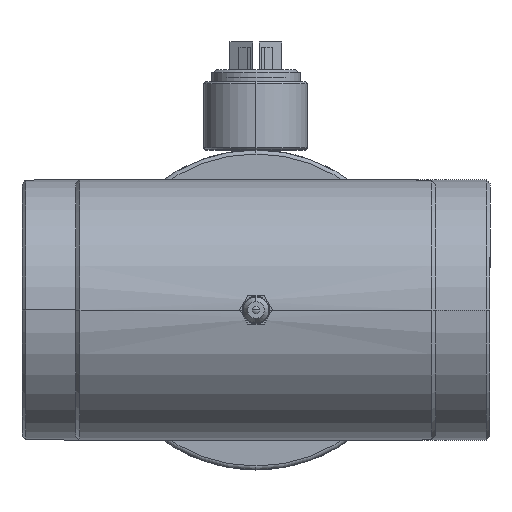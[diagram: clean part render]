
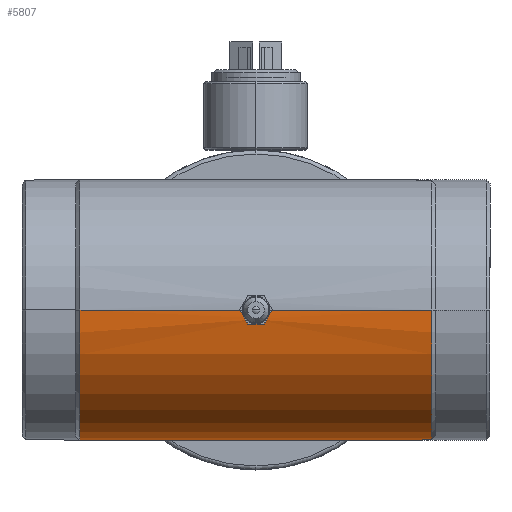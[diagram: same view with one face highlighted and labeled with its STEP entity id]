
A CAD part, left-side view. The second image highlights one B-rep face of the part: STEP entity #5807.
In plain terms, the highlighted cylindrical face has radius 32.5 mm (diameter 65 mm), a partial arc.
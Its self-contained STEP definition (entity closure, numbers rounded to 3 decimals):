
#84 = VERTEX_POINT ( 'NONE', #8766 ) ;
#220 = EDGE_CURVE ( 'NONE', #84, #8311, #4780, .T. ) ;
#273 = CARTESIAN_POINT ( 'NONE',  ( -65., -2.365, -0.156 ) ) ;
#322 = CARTESIAN_POINT ( 'NONE',  ( -65., -2.365, 0. ) ) ;
#551 = VERTEX_POINT ( 'NONE', #6084 ) ;
#612 = CARTESIAN_POINT ( 'NONE',  ( -64.93, -1.047, -2.126 ) ) ;
#694 = EDGE_LOOP ( 'NONE', ( #4250, #700, #7444, #4570, #3439, #5330, #5201 ) ) ;
#700 = ORIENTED_EDGE ( 'NONE', *, *, #2480, .T. ) ;
#743 = VERTEX_POINT ( 'NONE', #9062 ) ;
#761 = CARTESIAN_POINT ( 'NONE',  ( -64.963, -1.781, -1.564 ) ) ;
#892 = CARTESIAN_POINT ( 'NONE',  ( -64.915, 0.311, -2.35 ) ) ;
#938 = CARTESIAN_POINT ( 'NONE',  ( -64.951, 1.562, -1.783 ) ) ;
#996 = CIRCLE ( 'NONE', #9348, 32.5 ) ;
#1083 = CARTESIAN_POINT ( 'NONE',  ( 0., -50., 0. ) ) ;
#1097 = DIRECTION ( 'NONE',  ( 0., -1., 0. ) ) ;
#1114 = CARTESIAN_POINT ( 'NONE',  ( -64.991, 2.244, -0.762 ) ) ;
#1169 = DIRECTION ( 'NONE',  ( 0., -1., 0. ) ) ;
#1339 = CARTESIAN_POINT ( 'NONE',  ( -64.999, 2.35, -0.311 ) ) ;
#1380 = CARTESIAN_POINT ( 'NONE',  ( -64.983, -2.125, -1.049 ) ) ;
#1385 = B_SPLINE_CURVE_WITH_KNOTS ( 'NONE', 3,
 ( #322, #273, #7863, #5674, #9277, #1380, #7282, #6429, #761, #7965, #8584, #2005, #612, #3650, #4992, #9325 ),
 .UNSPECIFIED., .F., .F.,
 ( 4, 2, 2, 2, 2, 2, 2, 4 ),
 ( 0., 0., 0.001, 0.001, 0.002, 0.002, 0.003, 0.004 ),
 .UNSPECIFIED. ) ;
#1662 = CARTESIAN_POINT ( 'NONE',  ( -64.946, 1.442, -1.88 ) ) ;
#1701 = DIRECTION ( 'NONE',  ( 0., -1., 0. ) ) ;
#1752 = DIRECTION ( 'NONE',  ( 0., -1., 0. ) ) ;
#1813 = CARTESIAN_POINT ( 'NONE',  ( -32.5, -50., 0. ) ) ;
#1846 = VERTEX_POINT ( 'NONE', #4497 ) ;
#2005 = CARTESIAN_POINT ( 'NONE',  ( -64.935, -1.185, -2.053 ) ) ;
#2015 = CARTESIAN_POINT ( 'NONE',  ( -65., -2.365, 0. ) ) ;
#2026 = VECTOR ( 'NONE', #1752, 1000. ) ;
#2400 = CARTESIAN_POINT ( 'NONE',  ( -65., 44., 0. ) ) ;
#2480 = EDGE_CURVE ( 'NONE', #7352, #84, #996, .T. ) ;
#2483 = AXIS2_PLACEMENT_3D ( 'NONE', #2509, #1701, #6179 ) ;
#2509 = CARTESIAN_POINT ( 'NONE',  ( -32.5, -44., 0. ) ) ;
#2594 = CARTESIAN_POINT ( 'NONE',  ( -64.914, 0., -2.365 ) ) ;
#2647 = DIRECTION ( 'NONE',  ( 0., -1., 0. ) ) ;
#2997 = VERTEX_POINT ( 'NONE', #2015 ) ;
#3288 = CARTESIAN_POINT ( 'NONE',  ( -64.935, 1.186, -2.052 ) ) ;
#3327 = CARTESIAN_POINT ( 'NONE',  ( -65., 2.365, -0.154 ) ) ;
#3439 = ORIENTED_EDGE ( 'NONE', *, *, #7041, .F. ) ;
#3584 = AXIS2_PLACEMENT_3D ( 'NONE', #1813, #1097, #3988 ) ;
#3650 = CARTESIAN_POINT ( 'NONE',  ( -64.919, -0.62, -2.303 ) ) ;
#3679 = CARTESIAN_POINT ( 'NONE',  ( 0., -44., 0. ) ) ;
#3683 = EDGE_CURVE ( 'NONE', #1846, #743, #6667, .T. ) ;
#3729 = LINE ( 'NONE', #8805, #2026 ) ;
#3828 = CARTESIAN_POINT ( 'NONE',  ( -64.93, 1.048, -2.126 ) ) ;
#3988 = DIRECTION ( 'NONE',  ( 1., 0., 0. ) ) ;
#4250 = ORIENTED_EDGE ( 'NONE', *, *, #6726, .F. ) ;
#4443 = CARTESIAN_POINT ( 'NONE',  ( -65., -50., 0. ) ) ;
#4494 = LINE ( 'NONE', #4443, #5051 ) ;
#4497 = CARTESIAN_POINT ( 'NONE',  ( -64.914, 0., -2.365 ) ) ;
#4570 = ORIENTED_EDGE ( 'NONE', *, *, #8472, .F. ) ;
#4721 = CARTESIAN_POINT ( 'NONE',  ( -64.979, 2.052, -1.186 ) ) ;
#4780 = LINE ( 'NONE', #1083, #6822 ) ;
#4992 = CARTESIAN_POINT ( 'NONE',  ( -64.914, -0.309, -2.365 ) ) ;
#5051 = VECTOR ( 'NONE', #8893, 1000. ) ;
#5201 = ORIENTED_EDGE ( 'NONE', *, *, #3683, .T. ) ;
#5227 = CARTESIAN_POINT ( 'NONE',  ( -64.914, 0.154, -2.365 ) ) ;
#5274 = CARTESIAN_POINT ( 'NONE',  ( -64.922, 0.762, -2.244 ) ) ;
#5330 = ORIENTED_EDGE ( 'NONE', *, *, #7422, .T. ) ;
#5449 = CARTESIAN_POINT ( 'NONE',  ( -64.968, 1.881, -1.442 ) ) ;
#5674 = CARTESIAN_POINT ( 'NONE',  ( -64.995, -2.29, -0.613 ) ) ;
#5807 = ADVANCED_FACE ( 'NONE', ( #9055 ), #8344, .T. ) ;
#6084 = CARTESIAN_POINT ( 'NONE',  ( -65., -44., 0. ) ) ;
#6179 = DIRECTION ( 'NONE',  ( 1., 0., 0. ) ) ;
#6188 = DIRECTION ( 'NONE',  ( 1., 0., 0. ) ) ;
#6429 = CARTESIAN_POINT ( 'NONE',  ( -64.968, -1.881, -1.442 ) ) ;
#6667 = B_SPLINE_CURVE_WITH_KNOTS ( 'NONE', 3,
 ( #2594, #5227, #892, #8906, #5274, #3828, #3288, #1662, #938, #6751, #5449, #4721, #7640, #1114, #9340, #1339, #3327, #8488 ),
 .UNSPECIFIED., .F., .F.,
 ( 4, 2, 2, 2, 2, 2, 2, 2, 4 ),
 ( 0.004, 0.004, 0.005, 0.005, 0.006, 0.006, 0.006, 0.007, 0.007 ),
 .UNSPECIFIED. ) ;
#6726 = EDGE_CURVE ( 'NONE', #7352, #743, #3729, .T. ) ;
#6751 = CARTESIAN_POINT ( 'NONE',  ( -64.963, 1.783, -1.562 ) ) ;
#6822 = VECTOR ( 'NONE', #2647, 1000. ) ;
#7041 = EDGE_CURVE ( 'NONE', #2997, #551, #4494, .T. ) ;
#7282 = CARTESIAN_POINT ( 'NONE',  ( -64.979, -2.052, -1.185 ) ) ;
#7352 = VERTEX_POINT ( 'NONE', #2400 ) ;
#7422 = EDGE_CURVE ( 'NONE', #2997, #1846, #1385, .T. ) ;
#7444 = ORIENTED_EDGE ( 'NONE', *, *, #220, .T. ) ;
#7495 = CIRCLE ( 'NONE', #2483, 32.5 ) ;
#7640 = CARTESIAN_POINT ( 'NONE',  ( -64.983, 2.126, -1.048 ) ) ;
#7863 = CARTESIAN_POINT ( 'NONE',  ( -64.999, -2.35, -0.31 ) ) ;
#7965 = CARTESIAN_POINT ( 'NONE',  ( -64.951, -1.563, -1.782 ) ) ;
#8311 = VERTEX_POINT ( 'NONE', #3679 ) ;
#8344 = CYLINDRICAL_SURFACE ( 'NONE', #3584, 32.5 ) ;
#8413 = CARTESIAN_POINT ( 'NONE',  ( -32.5, 44., 0. ) ) ;
#8472 = EDGE_CURVE ( 'NONE', #551, #8311, #7495, .T. ) ;
#8488 = CARTESIAN_POINT ( 'NONE',  ( -65., 2.365, 0. ) ) ;
#8584 = CARTESIAN_POINT ( 'NONE',  ( -64.946, -1.443, -1.88 ) ) ;
#8766 = CARTESIAN_POINT ( 'NONE',  ( 0., 44., 0. ) ) ;
#8805 = CARTESIAN_POINT ( 'NONE',  ( -65., -50., 0. ) ) ;
#8893 = DIRECTION ( 'NONE',  ( 0., -1., 0. ) ) ;
#8906 = CARTESIAN_POINT ( 'NONE',  ( -64.919, 0.614, -2.289 ) ) ;
#9055 = FACE_OUTER_BOUND ( 'NONE', #694, .T. ) ;
#9062 = CARTESIAN_POINT ( 'NONE',  ( -65., 2.365, 0. ) ) ;
#9277 = CARTESIAN_POINT ( 'NONE',  ( -64.991, -2.244, -0.763 ) ) ;
#9325 = CARTESIAN_POINT ( 'NONE',  ( -64.914, 0., -2.365 ) ) ;
#9340 = CARTESIAN_POINT ( 'NONE',  ( -64.995, 2.289, -0.614 ) ) ;
#9348 = AXIS2_PLACEMENT_3D ( 'NONE', #8413, #1169, #6188 ) ;
